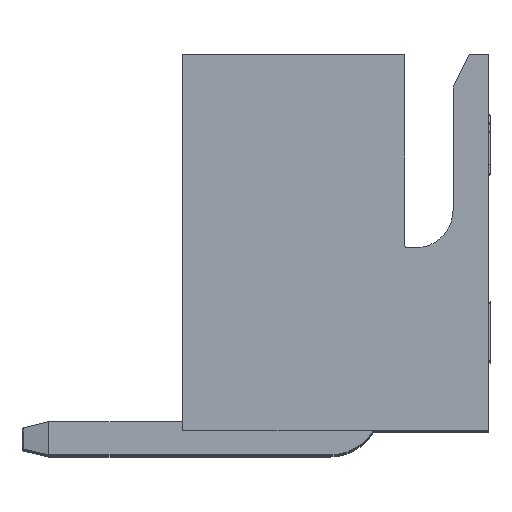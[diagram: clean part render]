
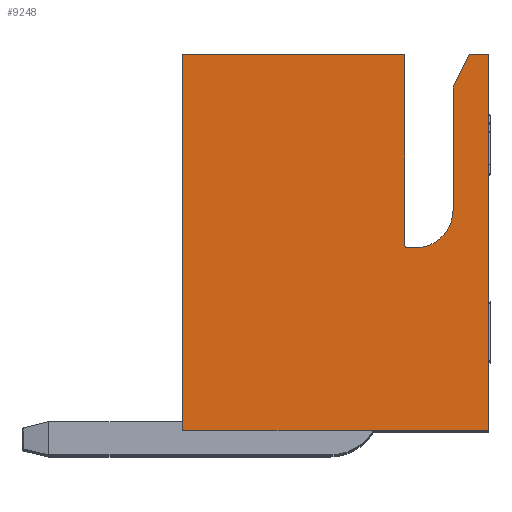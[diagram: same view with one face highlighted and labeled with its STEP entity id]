
A CAD part, top view. The second image highlights one B-rep face of the part: STEP entity #9248.
In plain terms, the highlighted planar face has unit normal (0, 0, 1).
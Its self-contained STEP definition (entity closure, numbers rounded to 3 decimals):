
#544=PLANE('',#9905);
#1051=FACE_OUTER_BOUND('',#1569,.T.);
#1569=EDGE_LOOP('',(#7648,#7649,#7650,#7651,#7652,#7653,#7654,#7655,#7656,
#7657,#7658));
#1733=CIRCLE('',#9889,0.05);
#1737=CIRCLE('',#9906,0.7);
#2338=LINE('',#15156,#3303);
#2346=LINE('',#15171,#3311);
#2459=LINE('',#15819,#3424);
#2519=LINE('',#15960,#3484);
#2534=LINE('',#15996,#3499);
#2541=LINE('',#16010,#3506);
#2542=LINE('',#16013,#3507);
#2543=LINE('',#16014,#3508);
#2544=LINE('',#16015,#3509);
#3303=VECTOR('',#11549,10.);
#3311=VECTOR('',#11559,10.);
#3424=VECTOR('',#11758,10.);
#3484=VECTOR('',#11858,10.);
#3499=VECTOR('',#11893,10.);
#3506=VECTOR('',#11908,10.);
#3507=VECTOR('',#11911,10.);
#3508=VECTOR('',#11912,10.);
#3509=VECTOR('',#11913,10.);
#4155=VERTEX_POINT('',#15153);
#4156=VERTEX_POINT('',#15155);
#4162=VERTEX_POINT('',#15169);
#4265=VERTEX_POINT('',#15816);
#4266=VERTEX_POINT('',#15818);
#4325=VERTEX_POINT('',#15953);
#4327=VERTEX_POINT('',#15959);
#4337=VERTEX_POINT('',#15993);
#4338=VERTEX_POINT('',#15995);
#4341=VERTEX_POINT('',#16009);
#4342=VERTEX_POINT('',#16012);
#5240=EDGE_CURVE('',#4156,#4155,#2338,.T.);
#5248=EDGE_CURVE('',#4162,#4155,#2346,.T.);
#5411=EDGE_CURVE('',#4266,#4265,#2459,.T.);
#5478=EDGE_CURVE('',#4156,#4325,#1733,.T.);
#5481=EDGE_CURVE('',#4327,#4325,#2519,.T.);
#5499=EDGE_CURVE('',#4338,#4337,#2534,.T.);
#5506=EDGE_CURVE('',#4337,#4341,#2541,.T.);
#5507=EDGE_CURVE('',#4341,#4327,#1737,.T.);
#5508=EDGE_CURVE('',#4342,#4162,#2542,.T.);
#5509=EDGE_CURVE('',#4342,#4266,#2543,.T.);
#5510=EDGE_CURVE('',#4338,#4265,#2544,.T.);
#7648=ORIENTED_EDGE('',*,*,#5499,.T.);
#7649=ORIENTED_EDGE('',*,*,#5506,.T.);
#7650=ORIENTED_EDGE('',*,*,#5507,.T.);
#7651=ORIENTED_EDGE('',*,*,#5481,.T.);
#7652=ORIENTED_EDGE('',*,*,#5478,.F.);
#7653=ORIENTED_EDGE('',*,*,#5240,.T.);
#7654=ORIENTED_EDGE('',*,*,#5248,.F.);
#7655=ORIENTED_EDGE('',*,*,#5508,.F.);
#7656=ORIENTED_EDGE('',*,*,#5509,.T.);
#7657=ORIENTED_EDGE('',*,*,#5411,.T.);
#7658=ORIENTED_EDGE('',*,*,#5510,.F.);
#9248=ADVANCED_FACE('',(#1051),#544,.T.);
#9889=AXIS2_PLACEMENT_3D('',#15954,#11851,#11852);
#9905=AXIS2_PLACEMENT_3D('',#16008,#11906,#11907);
#9906=AXIS2_PLACEMENT_3D('',#16011,#11909,#11910);
#11549=DIRECTION('',(0.,1.,0.));
#11559=DIRECTION('',(1.,0.,0.));
#11758=DIRECTION('',(0.,1.,0.));
#11851=DIRECTION('center_axis',(0.,0.,1.));
#11852=DIRECTION('ref_axis',(-0.707,-0.707,0.));
#11858=DIRECTION('',(-1.,0.,0.));
#11893=DIRECTION('',(-0.447,-0.894,0.));
#11906=DIRECTION('center_axis',(0.,0.,1.));
#11907=DIRECTION('ref_axis',(1.,0.,0.));
#11908=DIRECTION('',(0.,-1.,0.));
#11909=DIRECTION('center_axis',(0.,0.,-1.));
#11910=DIRECTION('ref_axis',(0.,-1.,0.));
#11911=DIRECTION('',(0.,1.,0.));
#11912=DIRECTION('',(1.,0.,0.));
#11913=DIRECTION('',(1.,0.,0.));
#15153=CARTESIAN_POINT('',(1.29,7.,14.06));
#15155=CARTESIAN_POINT('',(1.29,3.45,14.06));
#15156=CARTESIAN_POINT('',(1.29,1.7,14.06));
#15169=CARTESIAN_POINT('',(-2.85,7.,14.06));
#15171=CARTESIAN_POINT('',(-2.85,7.,14.06));
#15816=CARTESIAN_POINT('',(2.85,7.,14.06));
#15818=CARTESIAN_POINT('',(2.85,0.,14.06));
#15819=CARTESIAN_POINT('',(2.85,0.,14.06));
#15953=CARTESIAN_POINT('',(1.34,3.4,14.06));
#15954=CARTESIAN_POINT('Origin',(1.34,3.45,14.06));
#15959=CARTESIAN_POINT('',(1.49,3.4,14.06));
#15960=CARTESIAN_POINT('',(-0.68,3.4,14.06));
#15993=CARTESIAN_POINT('',(2.19,6.4,14.06));
#15995=CARTESIAN_POINT('',(2.49,7.,14.06));
#15996=CARTESIAN_POINT('',(0.556,3.132,14.06));
#16008=CARTESIAN_POINT('Origin',(-2.85,0.,14.06));
#16009=CARTESIAN_POINT('',(2.19,4.1,14.06));
#16010=CARTESIAN_POINT('',(2.19,3.5,14.06));
#16011=CARTESIAN_POINT('Origin',(1.49,4.1,14.06));
#16012=CARTESIAN_POINT('',(-2.85,0.,14.06));
#16013=CARTESIAN_POINT('',(-2.85,0.,14.06));
#16014=CARTESIAN_POINT('',(-2.85,0.,14.06));
#16015=CARTESIAN_POINT('',(-2.85,7.,14.06));
